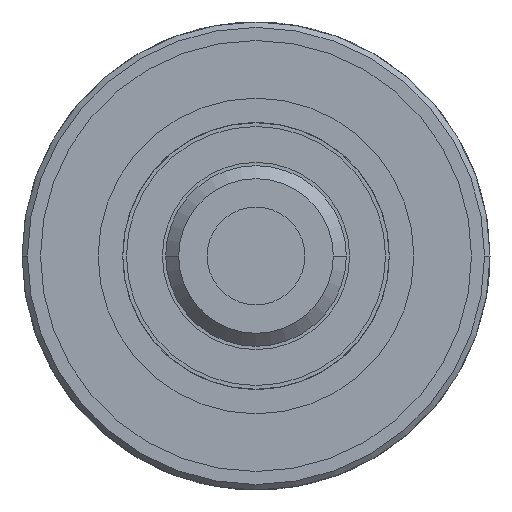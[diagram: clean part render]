
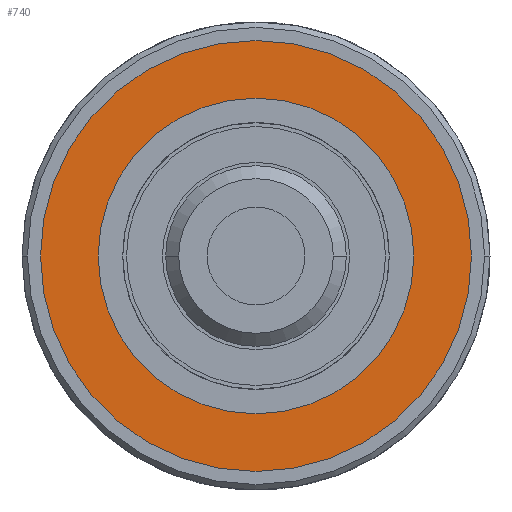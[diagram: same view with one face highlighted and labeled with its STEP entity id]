
A CAD part, left-side view. The second image highlights one B-rep face of the part: STEP entity #740.
In plain terms, the highlighted planar face has unit normal (-1, 0, 0).
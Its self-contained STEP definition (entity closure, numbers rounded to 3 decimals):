
#19=PLANE('',#1596);
#50=FACE_BOUND('',#226,.F.);
#137=FACE_OUTER_BOUND('',#227,.F.);
#226=EDGE_LOOP('',(#474,#475));
#227=EDGE_LOOP('',(#476,#477));
#474=ORIENTED_EDGE('',*,*,#1233,.T.);
#475=ORIENTED_EDGE('',*,*,#1232,.T.);
#476=ORIENTED_EDGE('',*,*,#1235,.F.);
#477=ORIENTED_EDGE('',*,*,#1234,.F.);
#740=ADVANCED_FACE('',(#50,#137),#19,.T.);
#1083=CIRCLE('',#1545,14.5);
#1084=CIRCLE('',#1546,14.5);
#1085=CIRCLE('',#1547,19.8);
#1086=CIRCLE('',#1548,19.8);
#1232=EDGE_CURVE('',#1314,#1313,#1083,.T.);
#1233=EDGE_CURVE('',#1313,#1314,#1084,.T.);
#1234=EDGE_CURVE('',#1312,#1311,#1085,.T.);
#1235=EDGE_CURVE('',#1311,#1312,#1086,.T.);
#1311=VERTEX_POINT('',#2101);
#1312=VERTEX_POINT('',#2102);
#1313=VERTEX_POINT('',#2103);
#1314=VERTEX_POINT('',#2104);
#1545=AXIS2_PLACEMENT_3D('',#2773,#1828,#1829);
#1546=AXIS2_PLACEMENT_3D('',#2774,#1830,#1831);
#1547=AXIS2_PLACEMENT_3D('',#2775,#1832,#1833);
#1548=AXIS2_PLACEMENT_3D('',#2776,#1834,#1835);
#1596=AXIS2_PLACEMENT_3D('',#2883,#1989,#1990);
#1828=DIRECTION('',(-1.,0.,0.));
#1829=DIRECTION('',(0.,1.,0.));
#1830=DIRECTION('',(-1.,0.,0.));
#1831=DIRECTION('',(0.,-1.,0.));
#1832=DIRECTION('',(-1.,0.,0.));
#1833=DIRECTION('',(0.,1.,0.));
#1834=DIRECTION('',(-1.,0.,0.));
#1835=DIRECTION('',(0.,-1.,0.));
#1989=DIRECTION('',(-1.,0.,0.));
#1990=DIRECTION('',(0.,0.,1.));
#2101=CARTESIAN_POINT('',(29.5,-19.8,0.));
#2102=CARTESIAN_POINT('',(29.5,19.8,0.));
#2103=CARTESIAN_POINT('',(29.5,-14.5,0.));
#2104=CARTESIAN_POINT('',(29.5,14.5,0.));
#2773=CARTESIAN_POINT('',(29.5,0.,0.));
#2774=CARTESIAN_POINT('',(29.5,0.,0.));
#2775=CARTESIAN_POINT('',(29.5,0.,0.));
#2776=CARTESIAN_POINT('',(29.5,0.,0.));
#2883=CARTESIAN_POINT('',(29.5,-21.78,-21.741));
